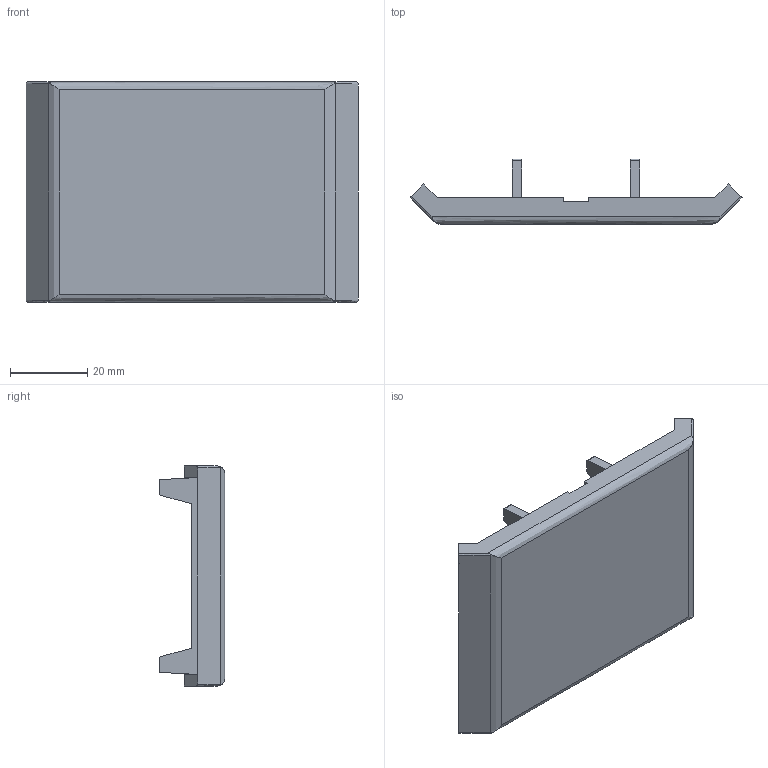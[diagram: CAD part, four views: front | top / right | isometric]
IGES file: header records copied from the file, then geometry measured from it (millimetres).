
Global section: file name: 305857Z; native system: Autodesk Inventor 2021; preprocessor: unknown; author: Navaram; date: 20221007.084422; units: millimetre
Bounding box: 86 x 17 x 57 mm (x, y, z)
Volume: 18327.7 mm3; surface area: 13566.8 mm2
Topology: 1 solids, 1 shells, 74 faces, 204 edges, 132 vertices
Faces by surface type: bspline 74
